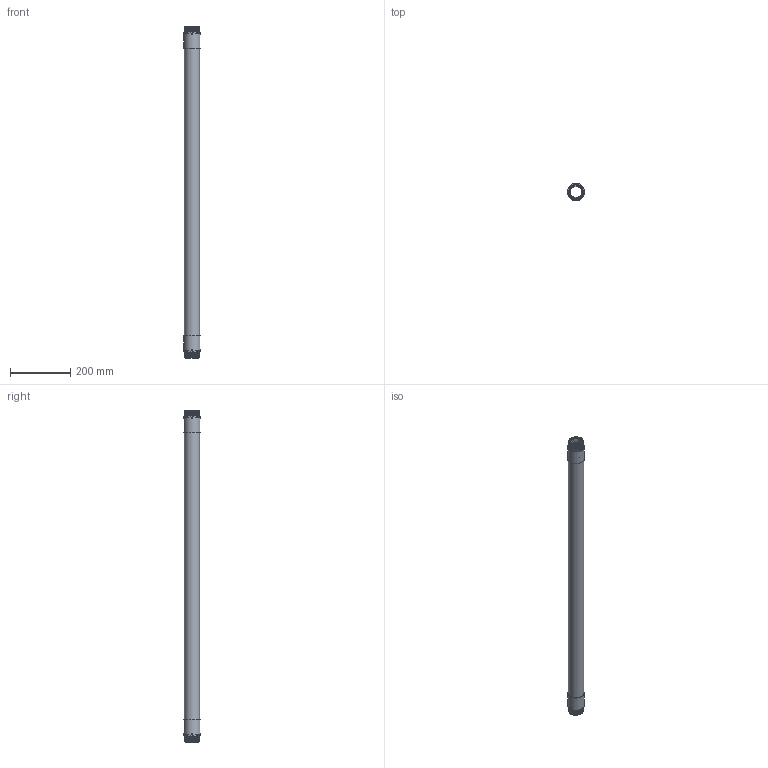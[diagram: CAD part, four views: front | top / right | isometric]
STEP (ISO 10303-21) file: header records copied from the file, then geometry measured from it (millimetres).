
FILE_DESCRIPTION(/* description */ (''),/* implementation_level */ '2;1');
FILE_NAME(/* name */ 'Tube Coupling.step',/* time_stamp */ '2020-10-28T15:39:11+11:00',/* author */ (''),/* organization */ (''),/* preprocessor_version */ 'ST-DEVELOPER v18.1',/* originating_system */ 'Autodesk Translation Framework v9.3.0.1241',/* authorisation */ '');
FILE_SCHEMA (('AUTOMOTIVE_DESIGN { 1 0 10303 214 3 1 1 }'));
Length unit declared in the file: millimetre
Products named in the file (9): Tube Coupling; 3D Printed Couplings; Coupling 1; Coupling 2; Bio Tube; Tube; DWV PVC Adaptor Male Iron 40mm - Holman; DWV PVC Adaptor Male Iron 40mm - Holman_1; PVC 
Assembly tree (9 placements, depth 3):
  Tube Coupling
    3D Printed Couplings
      Coupling 1
      Coupling 2
    Bio Tube
      Tube
    DWV PVC Adaptor Male Iron 40mm - Holman
      PVC 
    DWV PVC Adaptor Male Iron 40mm - Holman_1
      PVC 
Bounding box: 56.2 x 56.2 x 1103.6 mm (x, y, z)
Volume: 823763.9 mm3; surface area: 358188.6 mm2
Topology: 5 solids, 5 shells, 152 faces, 396 edges, 264 vertices
Faces by surface type: plane 76, cylinder 64, bspline 12
Full cylindrical faces by diameter (mm): 38.7 x2, 40 x1, 40.5 x2, 42.6 x2, 43.3 x2, 44.845 x16, 47.9 x2, 48.1 x2, 50.2 x3, 54 x2, 56.2 x2
Entity records: 8098 total; most frequent: CARTESIAN_POINT 5383, DIRECTION 541, ORIENTED_EDGE 516, EDGE_CURVE 258, AXIS2_PLACEMENT_3D 207, VERTEX_POINT 172, LINE 127, VECTOR 127
